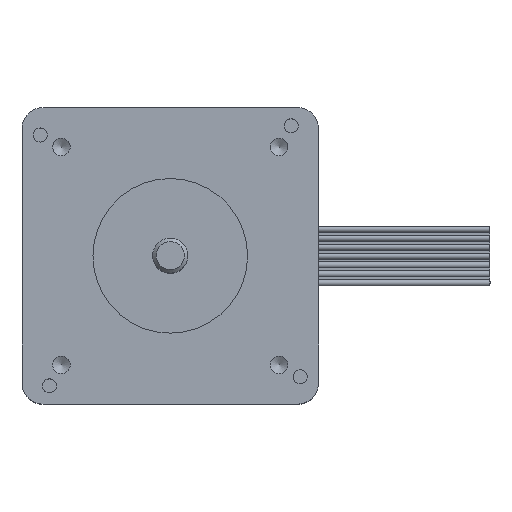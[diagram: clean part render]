
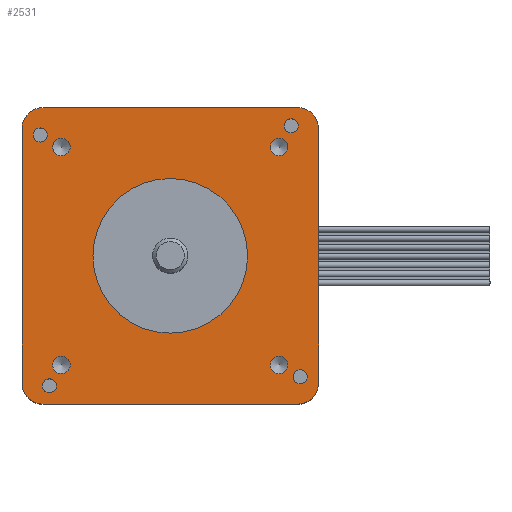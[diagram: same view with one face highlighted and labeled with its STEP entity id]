
A CAD part, top view. The second image highlights one B-rep face of the part: STEP entity #2531.
In plain terms, the highlighted planar face has unit normal (0, 0, 1).
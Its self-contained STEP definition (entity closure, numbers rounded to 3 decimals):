
#149=FACE_BOUND('',#546,.T.);
#150=FACE_BOUND('',#547,.T.);
#151=FACE_BOUND('',#548,.T.);
#152=FACE_BOUND('',#549,.T.);
#153=FACE_BOUND('',#550,.T.);
#154=FACE_BOUND('',#551,.T.);
#155=FACE_BOUND('',#552,.T.);
#156=FACE_BOUND('',#553,.T.);
#157=FACE_BOUND('',#554,.T.);
#261=PLANE('',#2748);
#353=FACE_OUTER_BOUND('',#545,.T.);
#545=EDGE_LOOP('',(#1921,#1922,#1923,#1924,#1925,#1926,#1927,#1928));
#546=EDGE_LOOP('',(#1929));
#547=EDGE_LOOP('',(#1930));
#548=EDGE_LOOP('',(#1931));
#549=EDGE_LOOP('',(#1932));
#550=EDGE_LOOP('',(#1933));
#551=EDGE_LOOP('',(#1934));
#552=EDGE_LOOP('',(#1935));
#553=EDGE_LOOP('',(#1936));
#554=EDGE_LOOP('',(#1937));
#791=LINE('',#4008,#935);
#794=LINE('',#4016,#938);
#797=LINE('',#4024,#941);
#800=LINE('',#4031,#944);
#935=VECTOR('',#3187,36.2);
#938=VECTOR('',#3196,36.2);
#941=VECTOR('',#3205,36.2);
#944=VECTOR('',#3214,36.2);
#1084=CIRCLE('',#2709,1.);
#1085=CIRCLE('',#2711,1.);
#1086=CIRCLE('',#2713,1.);
#1087=CIRCLE('',#2715,1.);
#1089=CIRCLE('',#2719,1.25);
#1091=CIRCLE('',#2723,1.25);
#1093=CIRCLE('',#2727,1.25);
#1095=CIRCLE('',#2731,1.25);
#1097=CIRCLE('',#2734,11.);
#1098=CIRCLE('',#2737,3.);
#1099=CIRCLE('',#2740,3.);
#1100=CIRCLE('',#2743,3.);
#1101=CIRCLE('',#2746,3.);
#1263=VERTEX_POINT('',#3959);
#1264=VERTEX_POINT('',#3962);
#1265=VERTEX_POINT('',#3965);
#1266=VERTEX_POINT('',#3968);
#1268=VERTEX_POINT('',#3974);
#1270=VERTEX_POINT('',#3980);
#1272=VERTEX_POINT('',#3986);
#1274=VERTEX_POINT('',#3992);
#1276=VERTEX_POINT('',#3997);
#1277=VERTEX_POINT('',#4001);
#1278=VERTEX_POINT('',#4002);
#1279=VERTEX_POINT('',#4007);
#1280=VERTEX_POINT('',#4011);
#1281=VERTEX_POINT('',#4015);
#1282=VERTEX_POINT('',#4019);
#1283=VERTEX_POINT('',#4023);
#1284=VERTEX_POINT('',#4027);
#1516=EDGE_CURVE('',#1263,#1263,#1084,.T.);
#1517=EDGE_CURVE('',#1264,#1264,#1085,.T.);
#1518=EDGE_CURVE('',#1265,#1265,#1086,.T.);
#1519=EDGE_CURVE('',#1266,#1266,#1087,.T.);
#1521=EDGE_CURVE('',#1268,#1268,#1089,.T.);
#1523=EDGE_CURVE('',#1270,#1270,#1091,.T.);
#1525=EDGE_CURVE('',#1272,#1272,#1093,.T.);
#1527=EDGE_CURVE('',#1274,#1274,#1095,.T.);
#1529=EDGE_CURVE('',#1276,#1276,#1097,.T.);
#1530=EDGE_CURVE('',#1277,#1278,#1098,.T.);
#1533=EDGE_CURVE('',#1278,#1279,#791,.T.);
#1535=EDGE_CURVE('',#1279,#1280,#1099,.T.);
#1537=EDGE_CURVE('',#1280,#1281,#794,.T.);
#1539=EDGE_CURVE('',#1281,#1282,#1100,.T.);
#1541=EDGE_CURVE('',#1282,#1283,#797,.T.);
#1543=EDGE_CURVE('',#1283,#1284,#1101,.T.);
#1545=EDGE_CURVE('',#1284,#1277,#800,.T.);
#1921=ORIENTED_EDGE('',*,*,#1530,.F.);
#1922=ORIENTED_EDGE('',*,*,#1545,.F.);
#1923=ORIENTED_EDGE('',*,*,#1543,.F.);
#1924=ORIENTED_EDGE('',*,*,#1541,.F.);
#1925=ORIENTED_EDGE('',*,*,#1539,.F.);
#1926=ORIENTED_EDGE('',*,*,#1537,.F.);
#1927=ORIENTED_EDGE('',*,*,#1535,.F.);
#1928=ORIENTED_EDGE('',*,*,#1533,.F.);
#1929=ORIENTED_EDGE('',*,*,#1516,.T.);
#1930=ORIENTED_EDGE('',*,*,#1517,.T.);
#1931=ORIENTED_EDGE('',*,*,#1518,.T.);
#1932=ORIENTED_EDGE('',*,*,#1519,.T.);
#1933=ORIENTED_EDGE('',*,*,#1521,.T.);
#1934=ORIENTED_EDGE('',*,*,#1523,.T.);
#1935=ORIENTED_EDGE('',*,*,#1525,.T.);
#1936=ORIENTED_EDGE('',*,*,#1527,.T.);
#1937=ORIENTED_EDGE('',*,*,#1529,.T.);
#2531=ADVANCED_FACE('',(#353,#149,#150,#151,#152,#153,#154,#155,#156,#157),
#261,.T.);
#2709=AXIS2_PLACEMENT_3D('',#3960,#3125,#3126);
#2711=AXIS2_PLACEMENT_3D('',#3963,#3129,#3130);
#2713=AXIS2_PLACEMENT_3D('',#3966,#3133,#3134);
#2715=AXIS2_PLACEMENT_3D('',#3969,#3137,#3138);
#2719=AXIS2_PLACEMENT_3D('',#3975,#3145,#3146);
#2723=AXIS2_PLACEMENT_3D('',#3981,#3153,#3154);
#2727=AXIS2_PLACEMENT_3D('',#3987,#3161,#3162);
#2731=AXIS2_PLACEMENT_3D('',#3993,#3169,#3170);
#2734=AXIS2_PLACEMENT_3D('',#3998,#3175,#3176);
#2737=AXIS2_PLACEMENT_3D('',#4003,#3181,#3182);
#2740=AXIS2_PLACEMENT_3D('',#4012,#3191,#3192);
#2743=AXIS2_PLACEMENT_3D('',#4020,#3200,#3201);
#2746=AXIS2_PLACEMENT_3D('',#4028,#3209,#3210);
#2748=AXIS2_PLACEMENT_3D('',#4032,#3215,#3216);
#3125=DIRECTION('center_axis',(0.,0.,-1.));
#3126=DIRECTION('ref_axis',(0.,-1.,0.));
#3129=DIRECTION('center_axis',(0.,0.,-1.));
#3130=DIRECTION('ref_axis',(-1.,0.,0.));
#3133=DIRECTION('center_axis',(0.,0.,-1.));
#3134=DIRECTION('ref_axis',(0.,1.,0.));
#3137=DIRECTION('center_axis',(0.,0.,-1.));
#3138=DIRECTION('ref_axis',(1.,0.,0.));
#3145=DIRECTION('center_axis',(0.,0.,-1.));
#3146=DIRECTION('ref_axis',(1.,0.,0.));
#3153=DIRECTION('center_axis',(0.,0.,-1.));
#3154=DIRECTION('ref_axis',(1.,0.,0.));
#3161=DIRECTION('center_axis',(0.,0.,-1.));
#3162=DIRECTION('ref_axis',(1.,0.,0.));
#3169=DIRECTION('center_axis',(0.,0.,-1.));
#3170=DIRECTION('ref_axis',(1.,0.,0.));
#3175=DIRECTION('center_axis',(0.,0.,-1.));
#3176=DIRECTION('ref_axis',(-1.,0.,0.));
#3181=DIRECTION('center_axis',(0.,0.,-1.));
#3182=DIRECTION('ref_axis',(0.,-1.,0.));
#3187=DIRECTION('',(1.,0.,0.));
#3191=DIRECTION('center_axis',(0.,0.,-1.));
#3192=DIRECTION('ref_axis',(-1.,0.,0.));
#3196=DIRECTION('',(0.,-1.,0.));
#3200=DIRECTION('center_axis',(0.,0.,-1.));
#3201=DIRECTION('ref_axis',(0.,1.,0.));
#3205=DIRECTION('',(-1.,0.,0.));
#3209=DIRECTION('center_axis',(0.,0.,-1.));
#3210=DIRECTION('ref_axis',(1.,0.,0.));
#3214=DIRECTION('',(0.,1.,0.));
#3215=DIRECTION('center_axis',(0.,0.,1.));
#3216=DIRECTION('ref_axis',(1.,0.,0.));
#3959=CARTESIAN_POINT('',(-31.447,-33.711,6.5));
#3960=CARTESIAN_POINT('Origin',(-31.447,-32.711,6.5));
#3962=CARTESIAN_POINT('',(-33.747,2.989,6.5));
#3963=CARTESIAN_POINT('Origin',(-32.747,2.989,6.5));
#3965=CARTESIAN_POINT('',(2.953,5.289,6.5));
#3966=CARTESIAN_POINT('Origin',(2.953,4.289,6.5));
#3968=CARTESIAN_POINT('',(5.253,-31.411,6.5));
#3969=CARTESIAN_POINT('Origin',(4.253,-31.411,6.5));
#3974=CARTESIAN_POINT('',(2.503,1.289,6.5));
#3975=CARTESIAN_POINT('Origin',(1.253,1.289,6.5));
#3980=CARTESIAN_POINT('',(2.503,-29.711,6.5));
#3981=CARTESIAN_POINT('Origin',(1.253,-29.711,6.5));
#3986=CARTESIAN_POINT('',(-28.497,-29.711,6.5));
#3987=CARTESIAN_POINT('Origin',(-29.747,-29.711,6.5));
#3992=CARTESIAN_POINT('',(-28.497,1.289,6.5));
#3993=CARTESIAN_POINT('Origin',(-29.747,1.289,6.5));
#3997=CARTESIAN_POINT('',(-3.247,-14.211,6.5));
#3998=CARTESIAN_POINT('Origin',(-14.247,-14.211,6.5));
#4001=CARTESIAN_POINT('',(-35.347,3.889,6.5));
#4002=CARTESIAN_POINT('',(-32.347,6.889,6.5));
#4003=CARTESIAN_POINT('Origin',(-32.347,3.889,6.5));
#4007=CARTESIAN_POINT('',(3.853,6.889,6.5));
#4008=CARTESIAN_POINT('',(-32.347,6.889,6.5));
#4011=CARTESIAN_POINT('',(6.853,3.889,6.5));
#4012=CARTESIAN_POINT('Origin',(3.853,3.889,6.5));
#4015=CARTESIAN_POINT('',(6.853,-32.311,6.5));
#4016=CARTESIAN_POINT('',(6.853,3.889,6.5));
#4019=CARTESIAN_POINT('',(3.853,-35.311,6.5));
#4020=CARTESIAN_POINT('Origin',(3.853,-32.311,6.5));
#4023=CARTESIAN_POINT('',(-32.347,-35.311,6.5));
#4024=CARTESIAN_POINT('',(3.853,-35.311,6.5));
#4027=CARTESIAN_POINT('',(-35.347,-32.311,6.5));
#4028=CARTESIAN_POINT('Origin',(-32.347,-32.311,6.5));
#4031=CARTESIAN_POINT('',(-35.347,-32.311,6.5));
#4032=CARTESIAN_POINT('Origin',(-14.247,-14.211,6.5));
